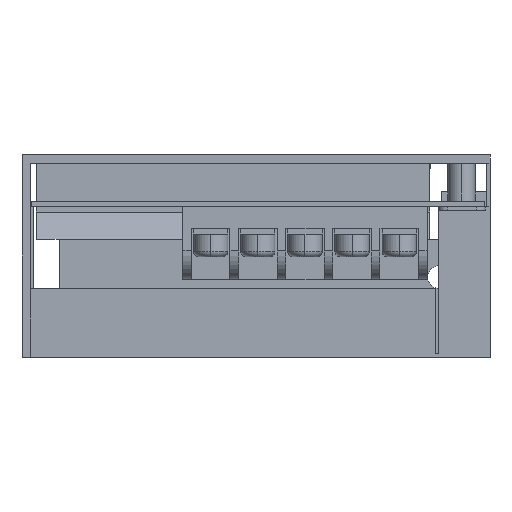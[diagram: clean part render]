
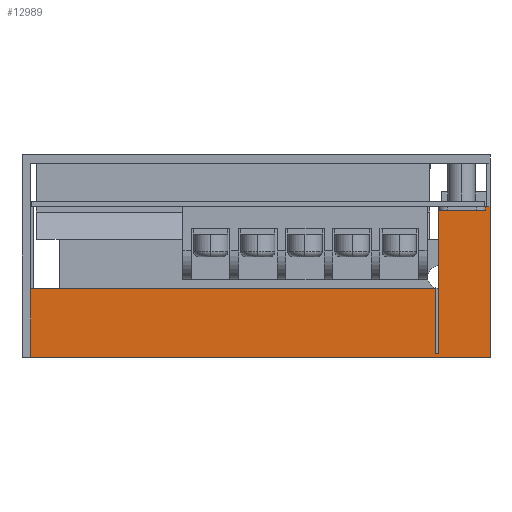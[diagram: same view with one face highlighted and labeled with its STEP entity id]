
A CAD part, left-side view. The second image highlights one B-rep face of the part: STEP entity #12989.
In plain terms, the highlighted planar face has unit normal (-1, 0, 0).
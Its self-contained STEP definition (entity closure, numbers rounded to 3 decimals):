
#94 = VECTOR ( 'NONE', #34473, 1000. ) ;
#237 = ORIENTED_EDGE ( 'NONE', *, *, #7028, .T. ) ;
#444 = LINE ( 'NONE', #30978, #37706 ) ;
#476 = VERTEX_POINT ( 'NONE', #3802 ) ;
#994 = LINE ( 'NONE', #27291, #34767 ) ;
#2611 = EDGE_CURVE ( 'NONE', #8167, #26642, #444, .T. ) ;
#2873 = VERTEX_POINT ( 'NONE', #44207 ) ;
#3802 = CARTESIAN_POINT ( 'NONE',  ( -40.75, -31.2, 25.7 ) ) ;
#3923 = CARTESIAN_POINT ( 'NONE',  ( -40.75, -40.2, 0.6 ) ) ;
#4601 = CARTESIAN_POINT ( 'NONE',  ( -40.75, -31.2, 0.6 ) ) ;
#5199 = CARTESIAN_POINT ( 'NONE',  ( -40.75, -30.7, 12. ) ) ;
#5596 = CARTESIAN_POINT ( 'NONE',  ( -40.75, -39.4, 26.3 ) ) ;
#6002 = VERTEX_POINT ( 'NONE', #4601 ) ;
#6044 = VECTOR ( 'NONE', #6277, 1000. ) ;
#6277 = DIRECTION ( 'NONE',  ( 0., 0., -1. ) ) ;
#6310 = VERTEX_POINT ( 'NONE', #18083 ) ;
#6846 = DIRECTION ( 'NONE',  ( 0., 0., -1. ) ) ;
#7028 = EDGE_CURVE ( 'NONE', #2873, #26642, #16239, .T. ) ;
#7707 = CARTESIAN_POINT ( 'NONE',  ( -40.75, 40.2, 12. ) ) ;
#8058 = VECTOR ( 'NONE', #43017, 1000. ) ;
#8167 = VERTEX_POINT ( 'NONE', #26380 ) ;
#8225 = LINE ( 'NONE', #5199, #8058 ) ;
#11035 = VECTOR ( 'NONE', #46384, 1000. ) ;
#11845 = VECTOR ( 'NONE', #25768, 1000. ) ;
#12989 = ADVANCED_FACE ( 'NONE', ( #35009 ), #16207, .F. ) ;
#13748 = CARTESIAN_POINT ( 'NONE',  ( -40.75, -40.2, 26.3 ) ) ;
#13987 = AXIS2_PLACEMENT_3D ( 'NONE', #27737, #43002, #34517 ) ;
#14093 = ORIENTED_EDGE ( 'NONE', *, *, #45538, .T. ) ;
#15088 = LINE ( 'NONE', #38881, #11035 ) ;
#15306 = ORIENTED_EDGE ( 'NONE', *, *, #16888, .T. ) ;
#15490 = CARTESIAN_POINT ( 'NONE',  ( -40.75, -30.7, 0.6 ) ) ;
#16207 = PLANE ( 'NONE',  #13987 ) ;
#16239 = LINE ( 'NONE', #27993, #37054 ) ;
#16888 = EDGE_CURVE ( 'NONE', #8167, #34279, #36041, .T. ) ;
#17606 = CARTESIAN_POINT ( 'NONE',  ( -40.75, -40.2, 0. ) ) ;
#18033 = ORIENTED_EDGE ( 'NONE', *, *, #41232, .F. ) ;
#18083 = CARTESIAN_POINT ( 'NONE',  ( -40.75, -39.4, 25.7 ) ) ;
#19200 = DIRECTION ( 'NONE',  ( 0., 0., -1. ) ) ;
#19736 = VERTEX_POINT ( 'NONE', #15490 ) ;
#19766 = EDGE_CURVE ( 'NONE', #47028, #47701, #8225, .T. ) ;
#22352 = ORIENTED_EDGE ( 'NONE', *, *, #28740, .F. ) ;
#23029 = ORIENTED_EDGE ( 'NONE', *, *, #44933, .T. ) ;
#25066 = CARTESIAN_POINT ( 'NONE',  ( -40.75, -31.2, 0. ) ) ;
#25090 = VECTOR ( 'NONE', #6846, 1000. ) ;
#25320 = LINE ( 'NONE', #25066, #6044 ) ;
#25768 = DIRECTION ( 'NONE',  ( 0., 1., 0. ) ) ;
#25873 = LINE ( 'NONE', #32650, #25090 ) ;
#26380 = CARTESIAN_POINT ( 'NONE',  ( -40.75, -40.2, 26.3 ) ) ;
#26642 = VERTEX_POINT ( 'NONE', #17606 ) ;
#27079 = EDGE_LOOP ( 'NONE', ( #22352, #27756, #40081, #18033, #14093, #40002, #23029, #237, #27600, #15306 ) ) ;
#27194 = LINE ( 'NONE', #3923, #94 ) ;
#27291 = CARTESIAN_POINT ( 'NONE',  ( -40.75, -30.7, 0. ) ) ;
#27600 = ORIENTED_EDGE ( 'NONE', *, *, #2611, .F. ) ;
#27737 = CARTESIAN_POINT ( 'NONE',  ( -40.75, -40.2, 0.6 ) ) ;
#27756 = ORIENTED_EDGE ( 'NONE', *, *, #44582, .F. ) ;
#27993 = CARTESIAN_POINT ( 'NONE',  ( -40.75, -40.2, 0. ) ) ;
#28740 = EDGE_CURVE ( 'NONE', #6310, #34279, #15088, .T. ) ;
#30978 = CARTESIAN_POINT ( 'NONE',  ( -40.75, -40.2, 0.6 ) ) ;
#32650 = CARTESIAN_POINT ( 'NONE',  ( -40.75, 40.2, 0.6 ) ) ;
#34279 = VERTEX_POINT ( 'NONE', #5596 ) ;
#34440 = DIRECTION ( 'NONE',  ( 0., -1., 0. ) ) ;
#34473 = DIRECTION ( 'NONE',  ( 0., -1., 0. ) ) ;
#34517 = DIRECTION ( 'NONE',  ( 0., 0., -1. ) ) ;
#34767 = VECTOR ( 'NONE', #38567, 1000. ) ;
#35009 = FACE_OUTER_BOUND ( 'NONE', #27079, .T. ) ;
#36041 = LINE ( 'NONE', #13748, #11845 ) ;
#36326 = VECTOR ( 'NONE', #34440, 1000. ) ;
#37054 = VECTOR ( 'NONE', #43269, 1000. ) ;
#37706 = VECTOR ( 'NONE', #19200, 1000. ) ;
#38567 = DIRECTION ( 'NONE',  ( 0., 0., 1. ) ) ;
#38881 = CARTESIAN_POINT ( 'NONE',  ( -40.75, -39.4, 26.3 ) ) ;
#40002 = ORIENTED_EDGE ( 'NONE', *, *, #19766, .T. ) ;
#40081 = ORIENTED_EDGE ( 'NONE', *, *, #48792, .T. ) ;
#41232 = EDGE_CURVE ( 'NONE', #19736, #6002, #27194, .T. ) ;
#41452 = LINE ( 'NONE', #45455, #36326 ) ;
#43002 = DIRECTION ( 'NONE',  ( 1., 0., 0. ) ) ;
#43017 = DIRECTION ( 'NONE',  ( 0., 1., 0. ) ) ;
#43156 = CARTESIAN_POINT ( 'NONE',  ( -40.75, -30.7, 12. ) ) ;
#43269 = DIRECTION ( 'NONE',  ( 0., -1., 0. ) ) ;
#44207 = CARTESIAN_POINT ( 'NONE',  ( -40.75, 40.2, 0. ) ) ;
#44582 = EDGE_CURVE ( 'NONE', #476, #6310, #41452, .T. ) ;
#44933 = EDGE_CURVE ( 'NONE', #47701, #2873, #25873, .T. ) ;
#45455 = CARTESIAN_POINT ( 'NONE',  ( -40.75, -31.2, 25.7 ) ) ;
#45538 = EDGE_CURVE ( 'NONE', #19736, #47028, #994, .T. ) ;
#46384 = DIRECTION ( 'NONE',  ( 0., 0., 1. ) ) ;
#47028 = VERTEX_POINT ( 'NONE', #43156 ) ;
#47701 = VERTEX_POINT ( 'NONE', #7707 ) ;
#48792 = EDGE_CURVE ( 'NONE', #476, #6002, #25320, .T. ) ;
